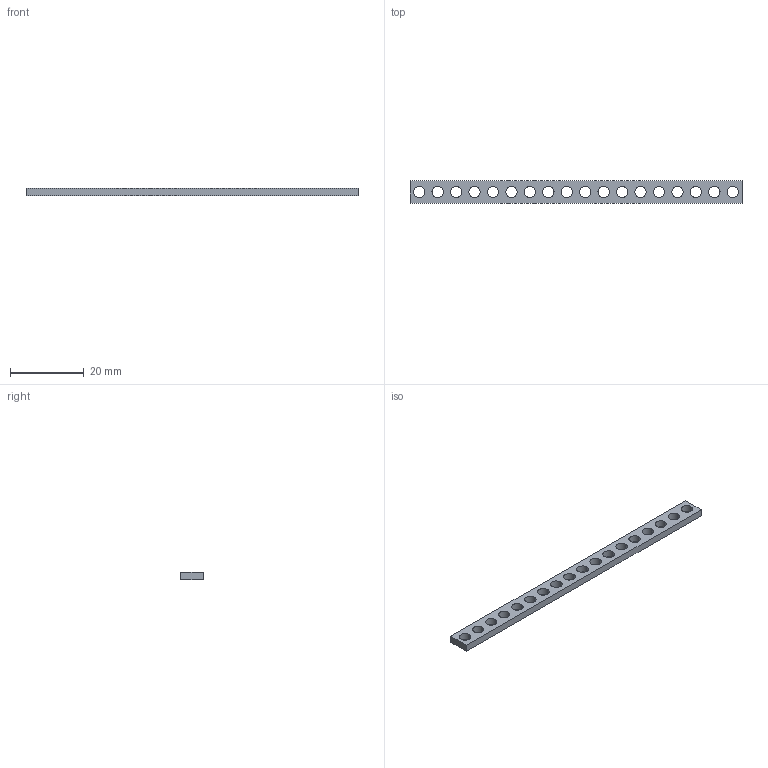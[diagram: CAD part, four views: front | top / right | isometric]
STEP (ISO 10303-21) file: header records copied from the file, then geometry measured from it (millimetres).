
FILE_DESCRIPTION (( 'STEP AP214' ), '1' );
FILE_NAME ('Strip bracket 90mm (18 holes).STEP', '2021-06-04T11:12:29', ( '' ), ( '' ), 'SwSTEP 2.0', 'SolidWorks 2016', '' );
FILE_SCHEMA (( 'AUTOMOTIVE_DESIGN' ));
Length unit declared in the file: millimetre
Products named in the file (2): Strip bracket 90mm (18 holes)
Bounding box: 90 x 6 x 2 mm (x, y, z)
Volume: 808.3 mm3; surface area: 1542.9 mm2
Topology: 1 solids, 1 shells, 42 faces, 120 edges, 80 vertices
Faces by surface type: cylinder 36, plane 6
Entity records: 1537 total; most frequent: DIRECTION 280, CARTESIAN_POINT 244, ORIENTED_EDGE 240, EDGE_CURVE 120, AXIS2_PLACEMENT_3D 116, VERTEX_POINT 80, EDGE_LOOP 78, CIRCLE 72
